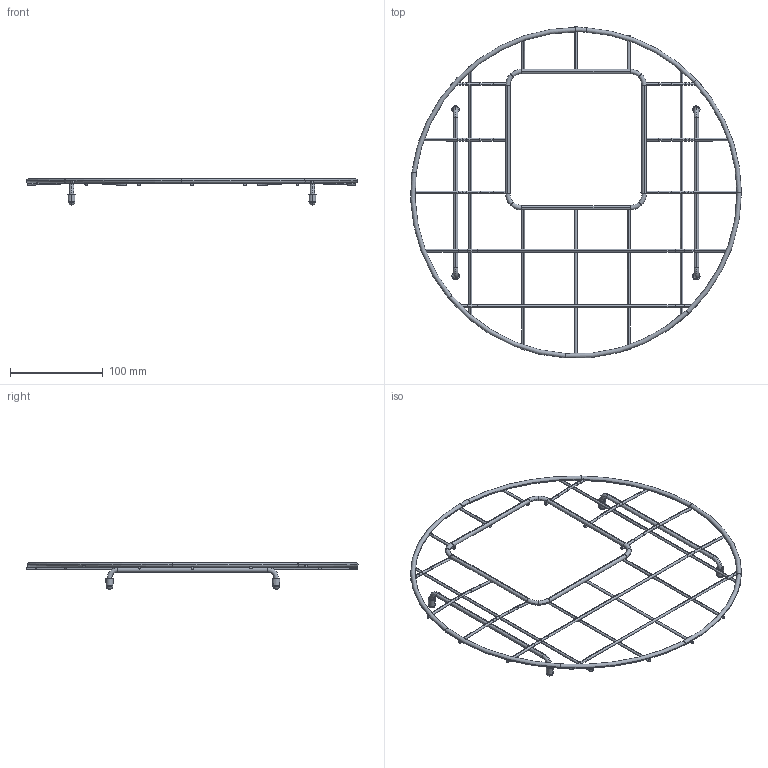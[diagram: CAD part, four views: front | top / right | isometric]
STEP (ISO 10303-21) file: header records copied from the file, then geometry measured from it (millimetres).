
FILE_DESCRIPTION((''),'2;1');
FILE_NAME('2300-2011_ASM','2021-10-13T',('timv'),(''),'CREO PARAMETRIC BY PTC INC, 2015080','CREO PARAMETRIC BY PTC INC, 2015080','');
FILE_SCHEMA(('CONFIG_CONTROL_DESIGN'));
Length unit declared in the file: millimetre
Products named in the file (21): CAN15C8F595TW8K_2; CAN15C8F595TW8K_3; CAN15C8F595TW8K_5; CAN15C8F595TW8K_6; CAN15C8F595TW8K_13; W1; CAN15C8F595TW8K_9; CAN15C8F595TW8K_11; CAN15C8F595TW8K_12; W5; CAN15C8F595TW8K_17; CAN15C8F595TW8K_18; CAN15C8F595TW8K_20; CAN15C8F595TW8K_21; W4; GL-180; GLF-100; CAN15C8F595TW8K_ASM; W2; W3; 2300-2011_ASM
Assembly tree (25 placements, depth 3):
  2300-2011_ASM
    CAN15C8F595TW8K_ASM
      CAN15C8F595TW8K_2
      CAN15C8F595TW8K_3
      CAN15C8F595TW8K_5
      CAN15C8F595TW8K_6
      CAN15C8F595TW8K_13
      W1
      CAN15C8F595TW8K_9
      CAN15C8F595TW8K_11
      CAN15C8F595TW8K_12
      W5
      CAN15C8F595TW8K_17
      CAN15C8F595TW8K_18
      CAN15C8F595TW8K_20
      CAN15C8F595TW8K_21
      W4
      GL-180  x2
      GLF-100  x4
    W2
    W3
    W4
Bounding box: 357.17 x 358.47 x 28.7 mm (x, y, z)
Volume: 55852.3 mm3; surface area: 55537.9 mm2
Topology: 24 solids, 24 shells, 254 faces, 533 edges, 321 vertices
Faces by surface type: torus 104, cylinder 72, cone 39, plane 31, sphere 8
Entity records: 6537 total; most frequent: CARTESIAN_POINT 1651, DIRECTION 1146, ORIENTED_EDGE 842, AXIS2_PLACEMENT_3D 539, EDGE_CURVE 421, CIRCLE 274, VERTEX_POINT 260, EDGE_LOOP 199
